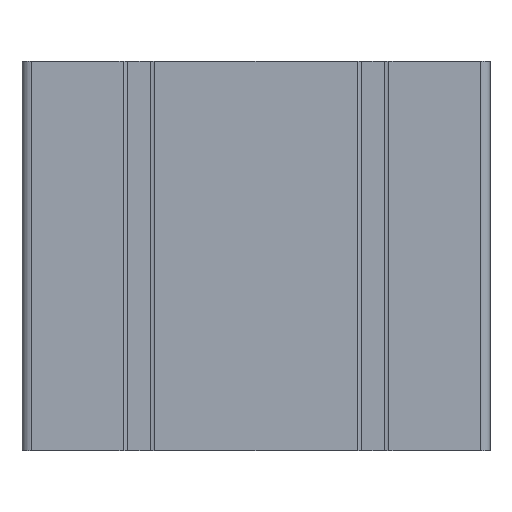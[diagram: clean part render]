
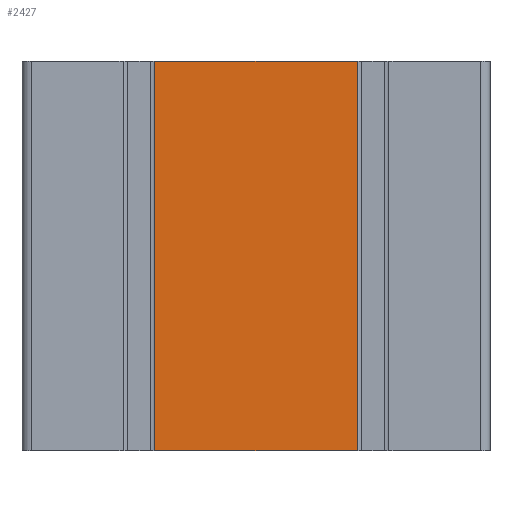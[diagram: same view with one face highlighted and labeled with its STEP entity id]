
A CAD part, front view. The second image highlights one B-rep face of the part: STEP entity #2427.
In plain terms, the highlighted planar face has unit normal (0, -1, 0).
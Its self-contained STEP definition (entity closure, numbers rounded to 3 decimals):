
#801=CARTESIAN_POINT('',(25.9,-22.5,0.0));
#802=VERTEX_POINT('',#801);
#809=CARTESIAN_POINT('',(-25.9,-22.5,0.0));
#810=VERTEX_POINT('',#809);
#811=CARTESIAN_POINT('',(25.9,-22.5,0.0));
#812=DIRECTION('',(-1.0,0.0,0.0));
#813=VECTOR('',#812,51.8);
#814=LINE('',#811,#813);
#815=EDGE_CURVE('',#802,#810,#814,.T.);
#2346=CARTESIAN_POINT('',(25.9,-22.5,100.0));
#2347=VERTEX_POINT('',#2346);
#2354=CARTESIAN_POINT('',(25.9,-22.5,0.0));
#2355=DIRECTION('',(0.0,0.0,1.0));
#2356=VECTOR('',#2355,100.0);
#2357=LINE('',#2354,#2356);
#2358=EDGE_CURVE('',#802,#2347,#2357,.T.);
#2404=CARTESIAN_POINT('',(57.5,-22.5,0.0));
#2405=DIRECTION('',(0.0,-1.0,0.0));
#2406=DIRECTION('',(0.0,0.0,-1.0));
#2407=AXIS2_PLACEMENT_3D('',#2404,#2405,#2406);
#2408=PLANE('',#2407);
#2409=ORIENTED_EDGE('',*,*,#2358,.T.);
#2410=CARTESIAN_POINT('',(-25.9,-22.5,100.0));
#2411=VERTEX_POINT('',#2410);
#2412=CARTESIAN_POINT('',(25.9,-22.5,100.0));
#2413=DIRECTION('',(-1.0,0.0,0.0));
#2414=VECTOR('',#2413,51.8);
#2415=LINE('',#2412,#2414);
#2416=EDGE_CURVE('',#2347,#2411,#2415,.T.);
#2417=ORIENTED_EDGE('',*,*,#2416,.T.);
#2418=CARTESIAN_POINT('',(-25.9,-22.5,100.0));
#2419=DIRECTION('',(0.0,0.0,-1.0));
#2420=VECTOR('',#2419,100.0);
#2421=LINE('',#2418,#2420);
#2422=EDGE_CURVE('',#2411,#810,#2421,.T.);
#2423=ORIENTED_EDGE('',*,*,#2422,.T.);
#2424=ORIENTED_EDGE('',*,*,#815,.F.);
#2425=EDGE_LOOP('',(#2409,#2417,#2423,#2424));
#2426=FACE_OUTER_BOUND('',#2425,.T.);
#2427=ADVANCED_FACE('',(#2426),#2408,.T.);
